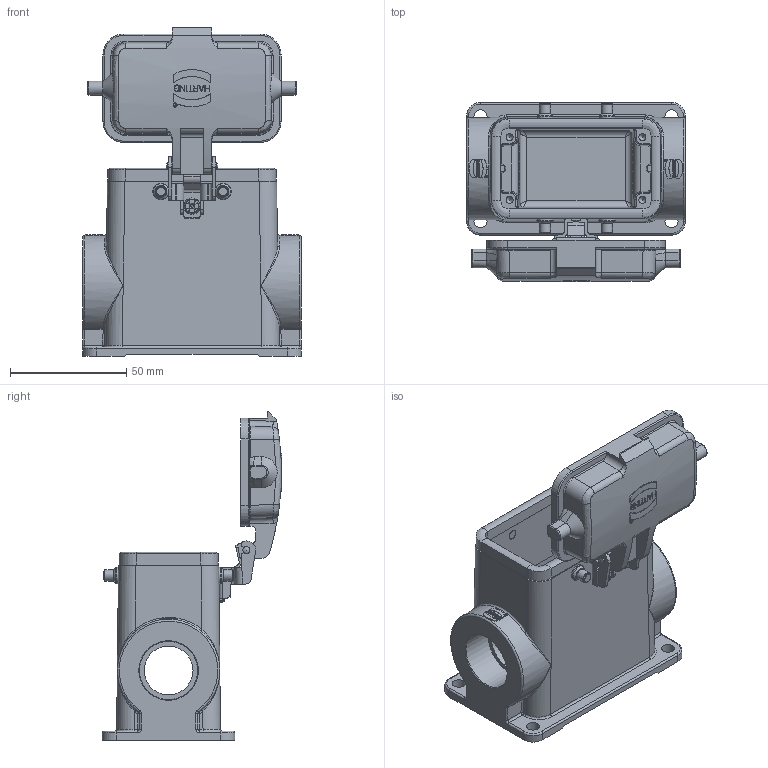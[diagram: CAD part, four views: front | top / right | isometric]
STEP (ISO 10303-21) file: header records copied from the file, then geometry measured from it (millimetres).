
FILE_DESCRIPTION(/* description */ (''),/* implementation_level */ '2;1');
FILE_NAME(/* name */ '100095011ugm000_b.stp',/* time_stamp */ '2017-11-03T09:01:53+01:00',/* author */ (''),/* organization */ (''),/* preprocessor_version */ 'ST-DEVELOPER v16',/* originating_system */ 'SIEMENS PLM Software NX 10.0',/* authorisation */ '');
FILE_SCHEMA (('AUTOMOTIVE_DESIGN { 1 0 10303 214 3 1 1 1 }'));
Length unit declared in the file: millimetre
Products named in the file (1): 100095011ugm000_b
Bounding box: 94 x 77.13 x 141.13 mm (x, y, z)
Volume: 150015.9 mm3; surface area: 63762 mm2
Topology: 2 solids, 2 shells, 989 faces, 3162 edges, 2835 vertices
Faces by surface type: plane 491, cylinder 275, bspline 116, cone 59, torus 38, sphere 10
Full cylindrical faces by diameter (mm): 1.52 x1, 1.68 x1, 3 x6, 4 x5, 4.8 x4, 5.6 x4, 7 x5, 21 x2, 25 x2
Entity records: 45722 total; most frequent: CARTESIAN_POINT 13742, ORIENTED_EDGE 4906, DIRECTION 4812, EDGE_CURVE 2453, AXIS2_PLACEMENT_3D 1680, VERTEX_POINT 1606, LINE 1452, VECTOR 1452
